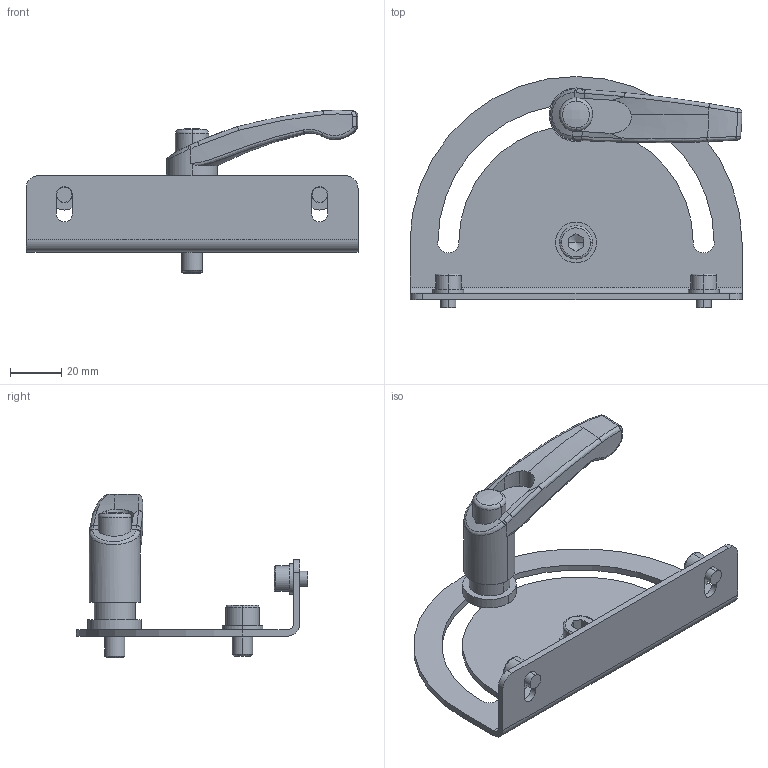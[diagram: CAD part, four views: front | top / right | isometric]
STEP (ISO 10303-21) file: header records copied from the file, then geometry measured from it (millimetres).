
FILE_DESCRIPTION (( 'STEP AP214' ), '1' );
FILE_NAME ('61205002', '2019-01-31T12:08:44', ( '' ), ('JUGARD+KÜNSTNER GmbH'), 'SwSTEP 2.0', 'SolidWorks 2017', '' );
FILE_SCHEMA (( 'AUTOMOTIVE_DESIGN' ));
Length unit declared in the file: millimetre
Products named in the file (3): Kopie von Klemmhebel_2^Schwenkbef. 8_10; Kopie von 61205002^Schwenkbef. 8_10; 61205002_CNAJF00
Assembly tree (2 placements, depth 2):
  61205002_CNAJF00
    Kopie von 61205002^Schwenkbef. 8_10
    Kopie von Klemmhebel_2^Schwenkbef. 8_10
Bounding box: 130 x 90.5 x 64.13 mm (x, y, z)
Volume: 53163.2 mm3; surface area: 34159.9 mm2
Topology: 2 solids, 2 shells, 179 faces, 439 edges, 274 vertices
Faces by surface type: cylinder 63, plane 54, bspline 42, cone 10, torus 10
Entity records: 9076 total; most frequent: CARTESIAN_POINT 4932, ORIENTED_EDGE 866, DIRECTION 734, EDGE_CURVE 433, AXIS2_PLACEMENT_3D 293, VERTEX_POINT 274, EDGE_LOOP 201, FACE_OUTER_BOUND 179
